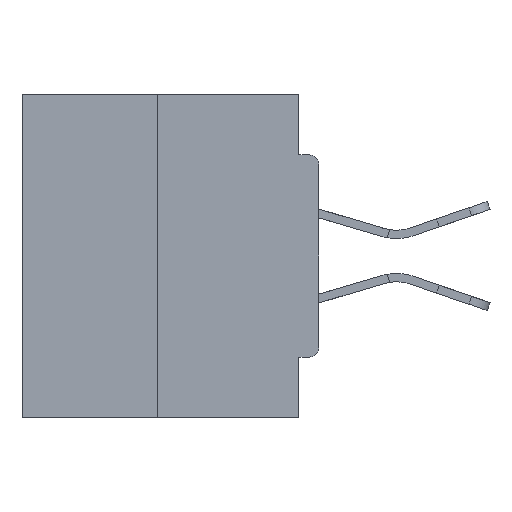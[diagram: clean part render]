
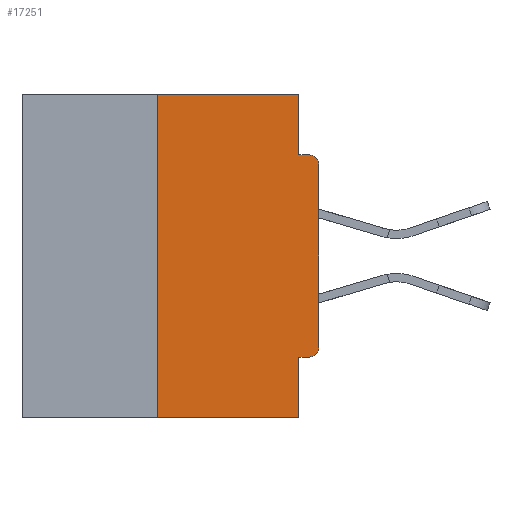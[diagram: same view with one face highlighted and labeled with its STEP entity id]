
A CAD part, left-side view. The second image highlights one B-rep face of the part: STEP entity #17251.
In plain terms, the highlighted planar face has unit normal (-1, 0, 0).
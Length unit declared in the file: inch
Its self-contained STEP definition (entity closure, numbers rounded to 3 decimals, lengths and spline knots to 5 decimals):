
#372 = ORIENTED_EDGE ( 'NONE', *, *, #26050, .T. ) ;
#963 = CARTESIAN_POINT ( 'NONE',  ( 0., 0.46, 0. ) ) ;
#2061 = EDGE_CURVE ( 'NONE', #7634, #28515, #27866, .T. ) ;
#2785 = LINE ( 'NONE', #31730, #16027 ) ;
#3723 = DIRECTION ( 'NONE',  ( 1., 0., 0. ) ) ;
#3754 = EDGE_CURVE ( 'NONE', #32919, #10820, #7920, .T. ) ;
#3855 = VERTEX_POINT ( 'NONE', #24781 ) ;
#4101 = ORIENTED_EDGE ( 'NONE', *, *, #33367, .T. ) ;
#4422 = CARTESIAN_POINT ( 'NONE',  ( 0., 0., -0.4065 ) ) ;
#4656 = VECTOR ( 'NONE', #14837, 39.37008 ) ;
#4678 = CARTESIAN_POINT ( 'NONE',  ( 0., 0.46, 0. ) ) ;
#4683 = ORIENTED_EDGE ( 'NONE', *, *, #2061, .F. ) ;
#4743 = CIRCLE ( 'NONE', #23467, 0.015 ) ;
#6700 = VERTEX_POINT ( 'NONE', #26107 ) ;
#6981 = EDGE_CURVE ( 'NONE', #16568, #3855, #9165, .T. ) ;
#7101 = CARTESIAN_POINT ( 'NONE',  ( 0., 0.46, -0.5 ) ) ;
#7634 = VERTEX_POINT ( 'NONE', #32492 ) ;
#7749 = AXIS2_PLACEMENT_3D ( 'NONE', #17900, #15451, #25989 ) ;
#7920 = LINE ( 'NONE', #18296, #18213 ) ;
#9165 = LINE ( 'NONE', #12414, #4656 ) ;
#9662 = EDGE_CURVE ( 'NONE', #3855, #28471, #21542, .T. ) ;
#9929 = CARTESIAN_POINT ( 'NONE',  ( 0., 0.015, -0.0935 ) ) ;
#10526 = AXIS2_PLACEMENT_3D ( 'NONE', #963, #3723, #27832 ) ;
#10735 = ORIENTED_EDGE ( 'NONE', *, *, #6981, .T. ) ;
#10820 = VERTEX_POINT ( 'NONE', #18219 ) ;
#10917 = CARTESIAN_POINT ( 'NONE',  ( 0., 0., -0.3915 ) ) ;
#11761 = LINE ( 'NONE', #19395, #27528 ) ;
#12414 = CARTESIAN_POINT ( 'NONE',  ( 0., 0., 0. ) ) ;
#13428 = DIRECTION ( 'NONE',  ( 0., 0., 1. ) ) ;
#13930 = VERTEX_POINT ( 'NONE', #17088 ) ;
#14383 = ORIENTED_EDGE ( 'NONE', *, *, #9662, .T. ) ;
#14494 = CARTESIAN_POINT ( 'NONE',  ( 0., 0.031, -0.5 ) ) ;
#14688 = ORIENTED_EDGE ( 'NONE', *, *, #32376, .F. ) ;
#14746 = DIRECTION ( 'NONE',  ( 0., 1., 0. ) ) ;
#14837 = DIRECTION ( 'NONE',  ( 0., 0., 1. ) ) ;
#15281 = VECTOR ( 'NONE', #17656, 39.37008 ) ;
#15451 = DIRECTION ( 'NONE',  ( -1., 0., 0. ) ) ;
#16027 = VECTOR ( 'NONE', #13428, 39.37008 ) ;
#16369 = VECTOR ( 'NONE', #25705, 39.37008 ) ;
#16568 = VERTEX_POINT ( 'NONE', #10917 ) ;
#17088 = CARTESIAN_POINT ( 'NONE',  ( 0., 0.25, 0. ) ) ;
#17251 = ADVANCED_FACE ( 'NONE', ( #32478 ), #17328, .F. ) ;
#17328 = PLANE ( 'NONE',  #10526 ) ;
#17656 = DIRECTION ( 'NONE',  ( 0., -1., 0. ) ) ;
#17900 = CARTESIAN_POINT ( 'NONE',  ( 0., 0.015, -0.1085 ) ) ;
#17950 = LINE ( 'NONE', #4678, #16369 ) ;
#18213 = VECTOR ( 'NONE', #18468, 39.37008 ) ;
#18219 = CARTESIAN_POINT ( 'NONE',  ( 0., 0.031, -0.0935 ) ) ;
#18296 = CARTESIAN_POINT ( 'NONE',  ( 0., 0.031, 0. ) ) ;
#18458 = CARTESIAN_POINT ( 'NONE',  ( 0., 0., -0.0935 ) ) ;
#18468 = DIRECTION ( 'NONE',  ( 0., 0., -1. ) ) ;
#18825 = ORIENTED_EDGE ( 'NONE', *, *, #29142, .F. ) ;
#19289 = VERTEX_POINT ( 'NONE', #14494 ) ;
#19395 = CARTESIAN_POINT ( 'NONE',  ( 0., 0.031, -0.5 ) ) ;
#19718 = DIRECTION ( 'NONE',  ( 0., 0., -1. ) ) ;
#20262 = LINE ( 'NONE', #7101, #15281 ) ;
#20872 = DIRECTION ( 'NONE',  ( 0., -1., 0. ) ) ;
#21055 = LINE ( 'NONE', #18458, #29093 ) ;
#21542 = CIRCLE ( 'NONE', #7749, 0.015 ) ;
#21679 = CARTESIAN_POINT ( 'NONE',  ( 0., 0.031, -0.4065 ) ) ;
#23467 = AXIS2_PLACEMENT_3D ( 'NONE', #30032, #25049, #19718 ) ;
#24738 = ORIENTED_EDGE ( 'NONE', *, *, #27939, .F. ) ;
#24781 = CARTESIAN_POINT ( 'NONE',  ( 0., 0., -0.1085 ) ) ;
#25049 = DIRECTION ( 'NONE',  ( -1., 0., 0. ) ) ;
#25266 = EDGE_CURVE ( 'NONE', #13930, #32919, #17950, .T. ) ;
#25705 = DIRECTION ( 'NONE',  ( 0., -1., 0. ) ) ;
#25989 = DIRECTION ( 'NONE',  ( 0., 0., -1. ) ) ;
#26050 = EDGE_CURVE ( 'NONE', #6700, #19289, #20262, .T. ) ;
#26107 = CARTESIAN_POINT ( 'NONE',  ( 0., 0.25, -0.5 ) ) ;
#26907 = EDGE_LOOP ( 'NONE', ( #27215, #14688, #372, #18825, #4683, #4101, #10735, #14383, #24738, #31273 ) ) ;
#27215 = ORIENTED_EDGE ( 'NONE', *, *, #25266, .F. ) ;
#27528 = VECTOR ( 'NONE', #29884, 39.37008 ) ;
#27832 = DIRECTION ( 'NONE',  ( 0., 0., -1. ) ) ;
#27866 = LINE ( 'NONE', #4422, #29915 ) ;
#27939 = EDGE_CURVE ( 'NONE', #10820, #28471, #21055, .T. ) ;
#28471 = VERTEX_POINT ( 'NONE', #9929 ) ;
#28515 = VERTEX_POINT ( 'NONE', #21679 ) ;
#29093 = VECTOR ( 'NONE', #20872, 39.37008 ) ;
#29142 = EDGE_CURVE ( 'NONE', #28515, #19289, #11761, .T. ) ;
#29884 = DIRECTION ( 'NONE',  ( 0., 0., -1. ) ) ;
#29915 = VECTOR ( 'NONE', #14746, 39.37008 ) ;
#30032 = CARTESIAN_POINT ( 'NONE',  ( 0., 0.015, -0.3915 ) ) ;
#30574 = CARTESIAN_POINT ( 'NONE',  ( 0., 0.031, 0. ) ) ;
#31273 = ORIENTED_EDGE ( 'NONE', *, *, #3754, .F. ) ;
#31730 = CARTESIAN_POINT ( 'NONE',  ( 0., 0.25, 0. ) ) ;
#32376 = EDGE_CURVE ( 'NONE', #6700, #13930, #2785, .T. ) ;
#32478 = FACE_OUTER_BOUND ( 'NONE', #26907, .T. ) ;
#32492 = CARTESIAN_POINT ( 'NONE',  ( 0., 0.015, -0.4065 ) ) ;
#32919 = VERTEX_POINT ( 'NONE', #30574 ) ;
#33367 = EDGE_CURVE ( 'NONE', #7634, #16568, #4743, .T. ) ;
